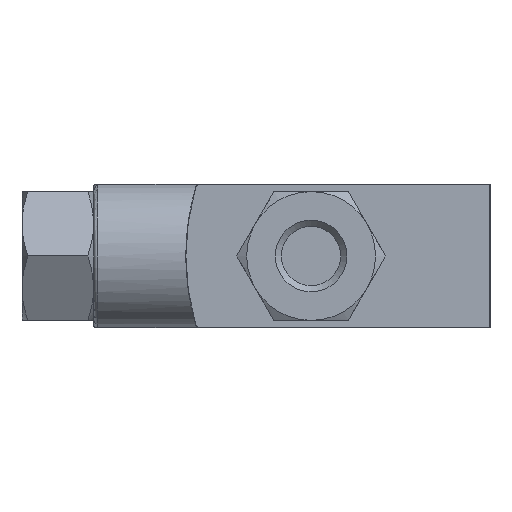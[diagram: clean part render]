
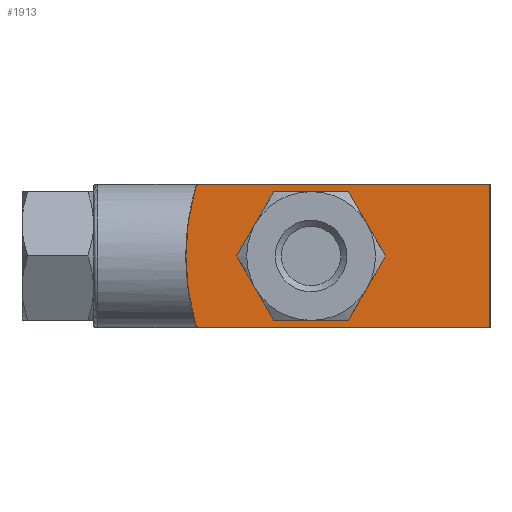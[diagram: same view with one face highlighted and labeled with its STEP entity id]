
A CAD part, left-side view. The second image highlights one B-rep face of the part: STEP entity #1913.
In plain terms, the highlighted planar face has unit normal (-1, 0, 0).
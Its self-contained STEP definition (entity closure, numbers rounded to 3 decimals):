
#53=LINE('',#2662,#125);
#74=LINE('',#2719,#146);
#95=LINE('',#2819,#167);
#125=VECTOR('',#2186,1000.);
#146=VECTOR('',#2209,1000.);
#167=VECTOR('',#2284,1000.);
#197=PLANE('',#2039);
#238=CIRCLE('',#1990,4.5);
#239=CIRCLE('',#1992,4.5);
#240=CIRCLE('',#1994,4.5);
#241=CIRCLE('',#1996,4.5);
#242=CIRCLE('',#1998,4.5);
#243=CIRCLE('',#2000,4.5);
#251=CIRCLE('',#2018,0.3);
#253=CIRCLE('',#2025,17.042);
#255=CIRCLE('',#2032,0.3);
#432=ORIENTED_EDGE('',*,*,#769,.F.);
#433=ORIENTED_EDGE('',*,*,#726,.F.);
#434=ORIENTED_EDGE('',*,*,#766,.F.);
#435=ORIENTED_EDGE('',*,*,#704,.F.);
#436=ORIENTED_EDGE('',*,*,#755,.F.);
#437=ORIENTED_EDGE('',*,*,#762,.F.);
#438=ORIENTED_EDGE('',*,*,#692,.F.);
#439=ORIENTED_EDGE('',*,*,#686,.F.);
#440=ORIENTED_EDGE('',*,*,#680,.F.);
#441=ORIENTED_EDGE('',*,*,#683,.F.);
#442=ORIENTED_EDGE('',*,*,#690,.F.);
#443=ORIENTED_EDGE('',*,*,#696,.F.);
#680=EDGE_CURVE('',#860,#862,#238,.F.);
#683=EDGE_CURVE('',#863,#860,#239,.F.);
#686=EDGE_CURVE('',#862,#866,#240,.F.);
#690=EDGE_CURVE('',#868,#863,#241,.F.);
#692=EDGE_CURVE('',#866,#870,#242,.F.);
#696=EDGE_CURVE('',#870,#868,#243,.F.);
#704=EDGE_CURVE('',#879,#880,#53,.T.);
#726=EDGE_CURVE('',#901,#902,#74,.T.);
#755=EDGE_CURVE('',#922,#879,#251,.T.);
#762=EDGE_CURVE('',#926,#922,#253,.T.);
#766=EDGE_CURVE('',#880,#901,#95,.T.);
#769=EDGE_CURVE('',#902,#926,#255,.T.);
#860=VERTEX_POINT('',#2579);
#862=VERTEX_POINT('',#2582);
#863=VERTEX_POINT('',#2592);
#866=VERTEX_POINT('',#2606);
#868=VERTEX_POINT('',#2621);
#870=VERTEX_POINT('',#2630);
#879=VERTEX_POINT('',#2661);
#880=VERTEX_POINT('',#2663);
#901=VERTEX_POINT('',#2718);
#902=VERTEX_POINT('',#2720);
#922=VERTEX_POINT('',#2797);
#926=VERTEX_POINT('',#2810);
#1057=EDGE_LOOP('',(#432,#433,#434,#435,#436,#437));
#1058=EDGE_LOOP('',(#438,#439,#440,#441,#442,#443));
#1169=FACE_BOUND('',#1057,.T.);
#1170=FACE_BOUND('',#1058,.T.);
#1913=ADVANCED_FACE('',(#1169,#1170),#197,.F.);
#1990=AXIS2_PLACEMENT_3D('',#2581,#2155,#2156);
#1992=AXIS2_PLACEMENT_3D('',#2594,#2159,#2160);
#1994=AXIS2_PLACEMENT_3D('',#2605,#2163,#2164);
#1996=AXIS2_PLACEMENT_3D('',#2622,#2167,#2168);
#1998=AXIS2_PLACEMENT_3D('',#2629,#2171,#2172);
#2000=AXIS2_PLACEMENT_3D('',#2645,#2175,#2176);
#2018=AXIS2_PLACEMENT_3D('',#2798,#2257,#2258);
#2025=AXIS2_PLACEMENT_3D('',#2811,#2273,#2274);
#2032=AXIS2_PLACEMENT_3D('',#2823,#2290,#2291);
#2039=AXIS2_PLACEMENT_3D('',#2831,#2304,#2305);
#2155=DIRECTION('',(1.,0.,0.));
#2156=DIRECTION('',(0.,0.,-1.));
#2159=DIRECTION('',(1.,0.,0.));
#2160=DIRECTION('',(0.,0.,-1.));
#2163=DIRECTION('',(1.,0.,0.));
#2164=DIRECTION('',(0.,0.,-1.));
#2167=DIRECTION('',(1.,0.,0.));
#2168=DIRECTION('',(0.,0.,-1.));
#2171=DIRECTION('',(1.,0.,0.));
#2172=DIRECTION('',(0.,0.,-1.));
#2175=DIRECTION('',(1.,0.,0.));
#2176=DIRECTION('',(0.,0.,-1.));
#2186=DIRECTION('',(0.,-1.,0.));
#2209=DIRECTION('',(0.,1.,0.));
#2257=DIRECTION('',(1.,0.,0.));
#2258=DIRECTION('',(0.,0.,-1.));
#2273=DIRECTION('',(1.,0.,0.));
#2274=DIRECTION('',(0.,0.,-1.));
#2284=DIRECTION('',(0.,0.,-1.));
#2290=DIRECTION('',(1.,0.,0.));
#2291=DIRECTION('',(0.,0.,-1.));
#2304=DIRECTION('',(1.,0.,0.));
#2305=DIRECTION('',(0.,0.,-1.));
#2579=CARTESIAN_POINT('',(-25.5,16.397,-2.25));
#2581=CARTESIAN_POINT('',(-25.5,12.5,0.));
#2582=CARTESIAN_POINT('',(-25.5,12.5,-4.5));
#2592=CARTESIAN_POINT('',(-25.5,16.397,2.25));
#2594=CARTESIAN_POINT('',(-25.5,12.5,0.));
#2605=CARTESIAN_POINT('',(-25.5,12.5,0.));
#2606=CARTESIAN_POINT('',(-25.5,8.603,-2.25));
#2621=CARTESIAN_POINT('',(-25.5,12.5,4.5));
#2622=CARTESIAN_POINT('',(-25.5,12.5,0.));
#2629=CARTESIAN_POINT('',(-25.5,12.5,0.));
#2630=CARTESIAN_POINT('',(-25.5,8.603,2.25));
#2645=CARTESIAN_POINT('',(-25.5,12.5,0.));
#2661=CARTESIAN_POINT('',(-25.5,20.277,5.));
#2662=CARTESIAN_POINT('',(-25.5,20.277,5.));
#2663=CARTESIAN_POINT('',(-25.5,0.,5.));
#2718=CARTESIAN_POINT('',(-25.5,0.,-5.));
#2719=CARTESIAN_POINT('',(-25.5,0.,-5.));
#2720=CARTESIAN_POINT('',(-25.5,20.277,-5.));
#2797=CARTESIAN_POINT('',(-25.5,20.565,4.784));
#2798=CARTESIAN_POINT('',(-25.5,20.277,4.7));
#2810=CARTESIAN_POINT('',(-25.5,20.565,-4.784));
#2811=CARTESIAN_POINT('',(-25.5,4.208,0.));
#2819=CARTESIAN_POINT('',(-25.5,0.,5.));
#2823=CARTESIAN_POINT('',(-25.5,20.277,-4.7));
#2831=CARTESIAN_POINT('',(-25.5,20.277,4.7));
